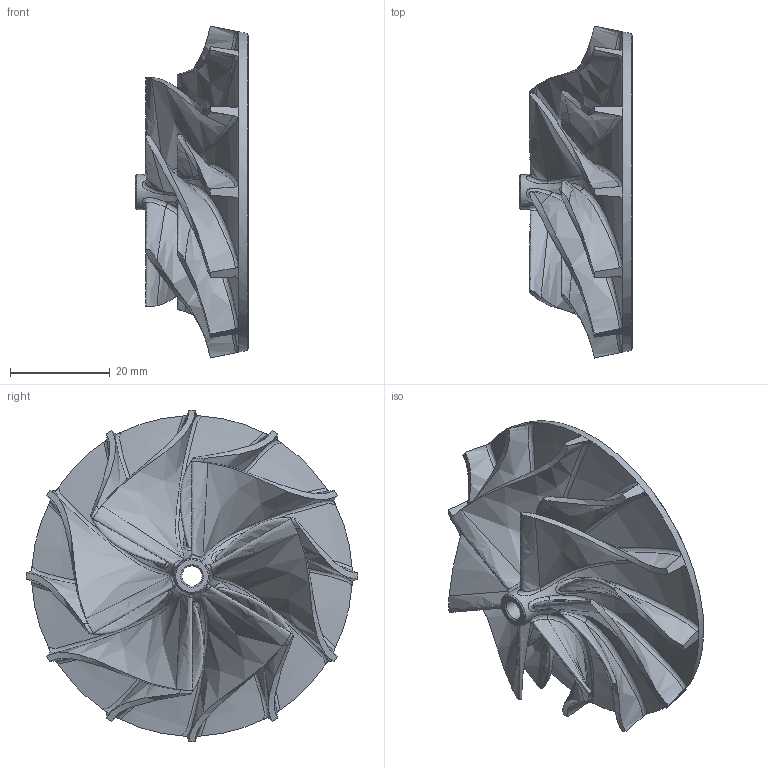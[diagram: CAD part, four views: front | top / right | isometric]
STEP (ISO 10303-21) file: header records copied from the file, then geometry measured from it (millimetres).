
FILE_DESCRIPTION(('FreeCAD Model'),'2;1');
FILE_NAME('Open CASCADE Shape Model','2025-04-26T21:31:45',('FreeCAD'),( 'FreeCAD'),'Open CASCADE STEP processor 7.6','FreeCAD','Unknown');
FILE_SCHEMA(('AUTOMOTIVE_DESIGN { 1 0 10303 214 1 1 1 1 }'));
Length unit declared in the file: millimetre
Products named in the file (1): Open CASCADE STEP translator 7.6 1
Bounding box: 22.65 x 66.53 x 66.53 mm (x, y, z)
Volume: 16650.3 mm3; surface area: 14983.3 mm2
Topology: 1 solids, 1 shells, 110 faces, 293 edges, 185 vertices
Faces by surface type: bspline 110
Entity records: 23833 total; most frequent: CARTESIAN_POINT 22150, ORIENTED_EDGE 586, EDGE_CURVE 293, B_SPLINE_CURVE_WITH_KNOTS 230, VERTEX_POINT 185, FACE_BOUND 112, EDGE_LOOP 112, ADVANCED_FACE 110
